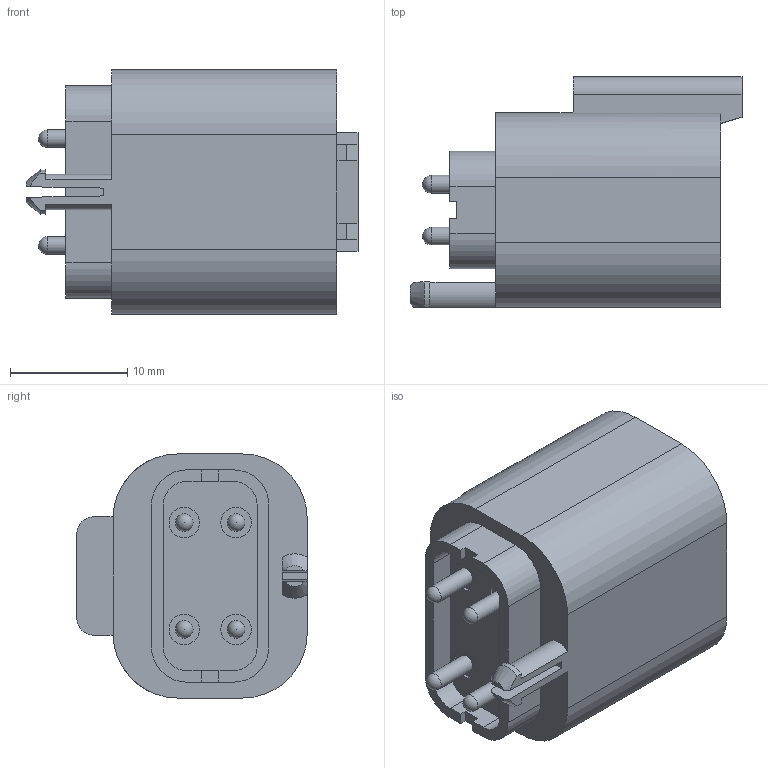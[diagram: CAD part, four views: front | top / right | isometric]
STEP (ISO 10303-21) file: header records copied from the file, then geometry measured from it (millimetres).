
FILE_DESCRIPTION( ( 'STEP AP214' ), '1' );
FILE_NAME( 'AT04-4P-BM03.stp', '2020-12-11T22:08:39', ( 'License CC BY-ND 4.0' ), ( 'CADENAS' ), ' ', 'PARTsolutions', ' ' );
FILE_SCHEMA( ( 'AUTOMOTIVE_DESIGN { 1 0 10303 214 1 1 1 1 }' ) );
Length unit declared in the file: millimetre
Products named in the file (1): _AT04-4P-BM03
Bounding box: 28.3 x 19.65 x 20.8 mm (x, y, z)
Volume: 2344.3 mm3; surface area: 3771 mm2
Topology: 1 solids, 1 shells, 107 faces, 292 edges, 192 vertices
Faces by surface type: plane 63, cylinder 34, sphere 8, cone 2
Full cylindrical faces by diameter (mm): 1.5 x4, 1.58 x4, 2.6 x4
Entity records: 4086 total; most frequent: CARTESIAN_POINT 588, DIRECTION 540, ORIENTED_EDGE 520, EDGE_CURVE 260, VERTEX_POINT 188, AXIS2_PLACEMENT_3D 180, LINE 180, VECTOR 180
